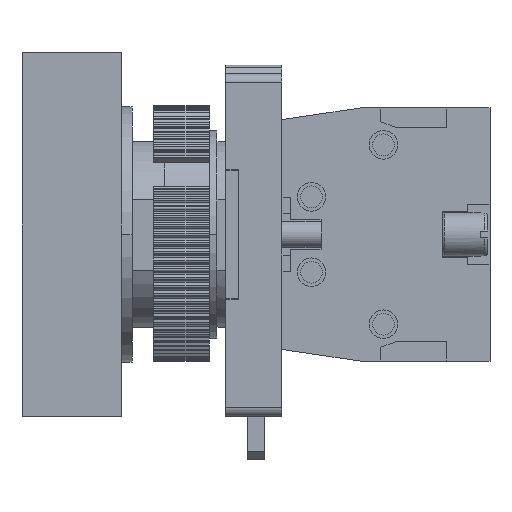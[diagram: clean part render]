
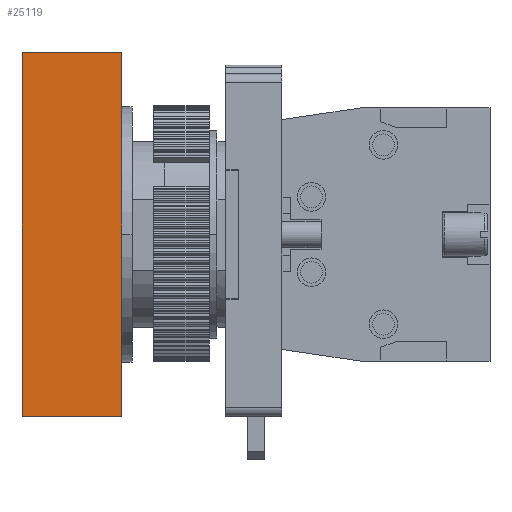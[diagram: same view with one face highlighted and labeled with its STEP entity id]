
A CAD part, left-side view. The second image highlights one B-rep face of the part: STEP entity #25119.
In plain terms, the highlighted planar face has unit normal (-1, 0, 0).
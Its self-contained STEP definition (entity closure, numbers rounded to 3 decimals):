
#6148=DIRECTION('',(0.,0.,1.));
#6149=VECTOR('',#6148,42.);
#6150=CARTESIAN_POINT('',(-15.,12.,-21.));
#6151=LINE('',#6150,#6149);
#6176=DIRECTION('',(0.,1.,0.));
#6177=VECTOR('',#6176,11.5);
#6178=CARTESIAN_POINT('',(-15.,12.,-21.));
#6179=LINE('',#6178,#6177);
#6197=DIRECTION('',(0.,1.,0.));
#6198=VECTOR('',#6197,11.5);
#6199=CARTESIAN_POINT('',(-15.,12.,21.));
#6200=LINE('',#6199,#6198);
#6232=DIRECTION('',(0.,0.,1.));
#6233=VECTOR('',#6232,42.);
#6234=CARTESIAN_POINT('',(-15.,23.5,-21.));
#6235=LINE('',#6234,#6233);
#21660=CARTESIAN_POINT('',(-15.,12.,-21.));
#21661=CARTESIAN_POINT('',(-15.,12.,21.));
#21662=VERTEX_POINT('',#21660);
#21663=VERTEX_POINT('',#21661);
#21668=CARTESIAN_POINT('',(-15.,23.5,-21.));
#21669=CARTESIAN_POINT('',(-15.,23.5,21.));
#21670=VERTEX_POINT('',#21668);
#21671=VERTEX_POINT('',#21669);
#25105=CARTESIAN_POINT('',(-15.,12.,-21.));
#25106=DIRECTION('',(-1.,0.,0.));
#25107=DIRECTION('',(0.,0.,1.));
#25108=AXIS2_PLACEMENT_3D('',#25105,#25106,#25107);
#25109=PLANE('',#25108);
#25110=ORIENTED_EDGE('',*,*,#25089,.F.);
#25112=ORIENTED_EDGE('',*,*,#25111,.T.);
#25114=ORIENTED_EDGE('',*,*,#25113,.T.);
#25116=ORIENTED_EDGE('',*,*,#25115,.F.);
#25117=EDGE_LOOP('',(#25110,#25112,#25114,#25116));
#25118=FACE_OUTER_BOUND('',#25117,.F.);
#25089=EDGE_CURVE('',#21662,#21663,#6151,.T.);
#25111=EDGE_CURVE('',#21662,#21670,#6179,.T.);
#25113=EDGE_CURVE('',#21670,#21671,#6235,.T.);
#25115=EDGE_CURVE('',#21663,#21671,#6200,.T.);
#25119=ADVANCED_FACE('',(#25118),#25109,.T.);
